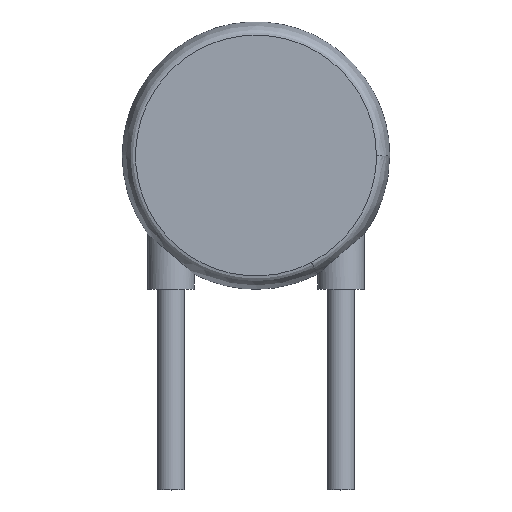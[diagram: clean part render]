
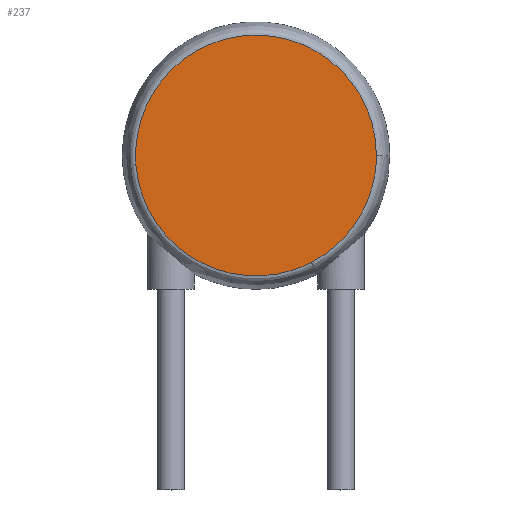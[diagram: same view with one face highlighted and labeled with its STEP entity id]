
A CAD part, top view. The second image highlights one B-rep face of the part: STEP entity #237.
In plain terms, the highlighted planar face has unit normal (0, 0, 1).
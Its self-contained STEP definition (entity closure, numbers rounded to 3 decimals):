
#41=PLANE('',#263);
#49=FACE_OUTER_BOUND('',#63,.T.);
#63=EDGE_LOOP('',(#166,#167));
#84=B_SPLINE_CURVE_WITH_KNOTS('',3,(#762,#763,#764,#765,#766,#767,#768,
#769,#770,#771,#772,#773,#774,#775,#776,#777,#778,#779,#780,#781,#782,#783,
#784,#785,#786,#787,#788,#789,#790,#791,#792,#793,#794,#795,#796,#797,#798,
#799,#800,#801,#802,#803,#804),.UNSPECIFIED.,.F.,.F.,(4,3,3,3,3,3,3,3,3,
3,3,3,3,3,4),(-1.,-0.938,-0.875,-0.813,-0.75,-0.688,-0.625,-0.563,-0.5,
-0.438,-0.375,-0.313,-0.25,-0.188,-0.174),.UNSPECIFIED.);
#86=B_SPLINE_CURVE_WITH_KNOTS('',3,(#814,#815,#816,#817,#818,#819,#820,
#821,#822,#823),.UNSPECIFIED.,.F.,.F.,(4,3,3,4),(-0.174,-0.125,
-0.063,0.),.UNSPECIFIED.);
#102=VERTEX_POINT('',#720);
#103=VERTEX_POINT('',#758);
#128=EDGE_CURVE('',#102,#103,#84,.T.);
#130=EDGE_CURVE('',#103,#102,#86,.T.);
#166=ORIENTED_EDGE('',*,*,#128,.T.);
#167=ORIENTED_EDGE('',*,*,#130,.T.);
#237=ADVANCED_FACE('',(#49),#41,.T.);
#263=AXIS2_PLACEMENT_3D('',#813,#288,#289);
#288=DIRECTION('center_axis',(0.,0.,1.));
#289=DIRECTION('ref_axis',(1.,0.,0.));
#720=CARTESIAN_POINT('',(1.8,0.,0.5));
#758=CARTESIAN_POINT('',(0.828,-1.598,0.5));
#762=CARTESIAN_POINT('Ctrl Pts',(1.8,0.,0.5));
#763=CARTESIAN_POINT('Ctrl Pts',(1.8,0.236,0.5));
#764=CARTESIAN_POINT('Ctrl Pts',(1.753,0.471,0.5));
#765=CARTESIAN_POINT('Ctrl Pts',(1.663,0.689,0.5));
#766=CARTESIAN_POINT('Ctrl Pts',(1.573,0.907,0.5));
#767=CARTESIAN_POINT('Ctrl Pts',(1.439,1.106,0.5));
#768=CARTESIAN_POINT('Ctrl Pts',(1.273,1.273,0.5));
#769=CARTESIAN_POINT('Ctrl Pts',(1.106,1.439,0.5));
#770=CARTESIAN_POINT('Ctrl Pts',(0.907,1.573,0.5));
#771=CARTESIAN_POINT('Ctrl Pts',(0.689,1.663,0.5));
#772=CARTESIAN_POINT('Ctrl Pts',(0.471,1.753,0.5));
#773=CARTESIAN_POINT('Ctrl Pts',(0.236,1.8,0.5));
#774=CARTESIAN_POINT('Ctrl Pts',(0.,1.8,0.5));
#775=CARTESIAN_POINT('Ctrl Pts',(-0.236,1.8,0.5));
#776=CARTESIAN_POINT('Ctrl Pts',(-0.471,1.753,0.5));
#777=CARTESIAN_POINT('Ctrl Pts',(-0.689,1.663,0.5));
#778=CARTESIAN_POINT('Ctrl Pts',(-0.907,1.573,0.5));
#779=CARTESIAN_POINT('Ctrl Pts',(-1.106,1.439,0.5));
#780=CARTESIAN_POINT('Ctrl Pts',(-1.273,1.273,0.5));
#781=CARTESIAN_POINT('Ctrl Pts',(-1.439,1.106,0.5));
#782=CARTESIAN_POINT('Ctrl Pts',(-1.573,0.907,0.5));
#783=CARTESIAN_POINT('Ctrl Pts',(-1.663,0.689,0.5));
#784=CARTESIAN_POINT('Ctrl Pts',(-1.753,0.471,0.5));
#785=CARTESIAN_POINT('Ctrl Pts',(-1.8,0.236,0.5));
#786=CARTESIAN_POINT('Ctrl Pts',(-1.8,0.,0.5));
#787=CARTESIAN_POINT('Ctrl Pts',(-1.8,-0.236,0.5));
#788=CARTESIAN_POINT('Ctrl Pts',(-1.753,-0.471,0.5));
#789=CARTESIAN_POINT('Ctrl Pts',(-1.663,-0.689,0.5));
#790=CARTESIAN_POINT('Ctrl Pts',(-1.573,-0.907,0.5));
#791=CARTESIAN_POINT('Ctrl Pts',(-1.439,-1.106,0.5));
#792=CARTESIAN_POINT('Ctrl Pts',(-1.273,-1.273,0.5));
#793=CARTESIAN_POINT('Ctrl Pts',(-1.106,-1.439,0.5));
#794=CARTESIAN_POINT('Ctrl Pts',(-0.907,-1.573,0.5));
#795=CARTESIAN_POINT('Ctrl Pts',(-0.689,-1.663,0.5));
#796=CARTESIAN_POINT('Ctrl Pts',(-0.471,-1.753,0.5));
#797=CARTESIAN_POINT('Ctrl Pts',(-0.236,-1.8,0.5));
#798=CARTESIAN_POINT('Ctrl Pts',(0.,-1.8,0.5));
#799=CARTESIAN_POINT('Ctrl Pts',(0.236,-1.8,0.5));
#800=CARTESIAN_POINT('Ctrl Pts',(0.471,-1.753,0.5));
#801=CARTESIAN_POINT('Ctrl Pts',(0.689,-1.663,0.5));
#802=CARTESIAN_POINT('Ctrl Pts',(0.736,-1.643,0.5));
#803=CARTESIAN_POINT('Ctrl Pts',(0.783,-1.622,0.5));
#804=CARTESIAN_POINT('Ctrl Pts',(0.828,-1.598,0.5));
#813=CARTESIAN_POINT('Origin',(0.,0.,0.5));
#814=CARTESIAN_POINT('Ctrl Pts',(0.828,-1.598,0.5));
#815=CARTESIAN_POINT('Ctrl Pts',(0.992,-1.513,0.5));
#816=CARTESIAN_POINT('Ctrl Pts',(1.142,-1.403,0.5));
#817=CARTESIAN_POINT('Ctrl Pts',(1.273,-1.273,0.5));
#818=CARTESIAN_POINT('Ctrl Pts',(1.439,-1.106,0.5));
#819=CARTESIAN_POINT('Ctrl Pts',(1.573,-0.907,0.5));
#820=CARTESIAN_POINT('Ctrl Pts',(1.663,-0.689,0.5));
#821=CARTESIAN_POINT('Ctrl Pts',(1.753,-0.471,0.5));
#822=CARTESIAN_POINT('Ctrl Pts',(1.8,-0.236,0.5));
#823=CARTESIAN_POINT('Ctrl Pts',(1.8,0.,0.5));
